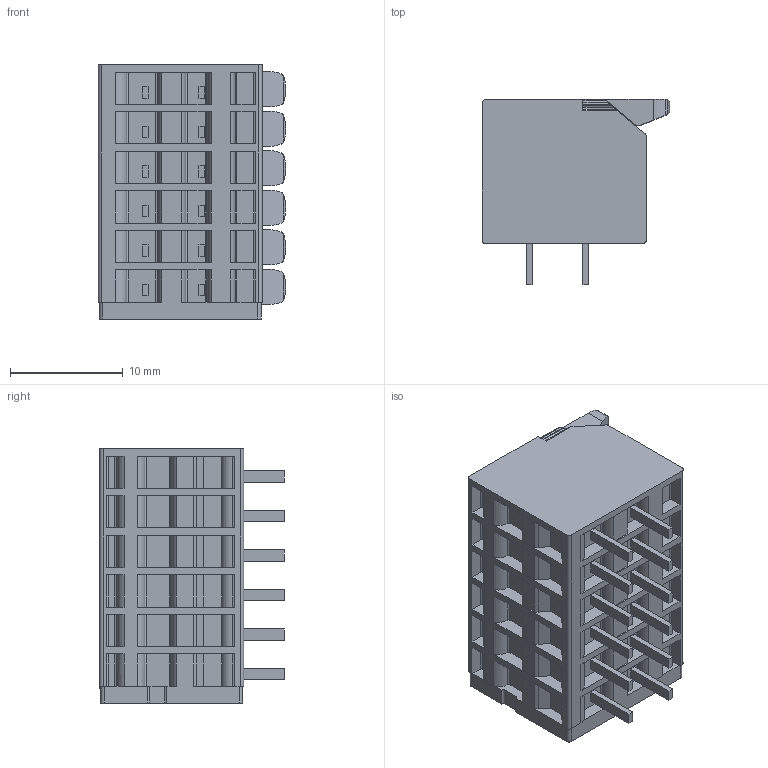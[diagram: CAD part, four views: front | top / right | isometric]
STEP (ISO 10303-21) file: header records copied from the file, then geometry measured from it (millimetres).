
FILE_DESCRIPTION(/* description */ ('STEP AP214'),/* implementation_level */ '2;1');
FILE_NAME(/* name */ '2601-1106',/* time_stamp */ '2023-12-19T12:52:26+01:00',/* author */ ('License CC BY-ND 4.0'),/* organization */ ('CADENAS'),/* preprocessor_version */ 'ST-DEVELOPER v19.3',/* originating_system */ 'PARTsolutions',/* authorisation */ ' ');
FILE_SCHEMA (('MODEL_BASED_INTEGRATED_MANUFACTURING_SCHEMA','AUTOMOTIVE_DESIGN {1 0 10303 214 3 1 1}'));
Length unit declared in the file: millimetre
Products named in the file (1): 2601-1106
Bounding box: 16.58 x 16.35 x 22.5 mm (x, y, z)
Volume: 3687.7 mm3; surface area: 3022.4 mm2
Topology: 1 solids, 1 shells, 814 faces, 2266 edges, 1497 vertices
Faces by surface type: plane 493, cylinder 315, cone 6
Entity records: 31838 total; most frequent: CARTESIAN_POINT 4725, ORIENTED_EDGE 4532, DIRECTION 4451, EDGE_CURVE 2266, LINE 1613, VECTOR 1613, VERTEX_POINT 1497, AXIS2_PLACEMENT_3D 1419
